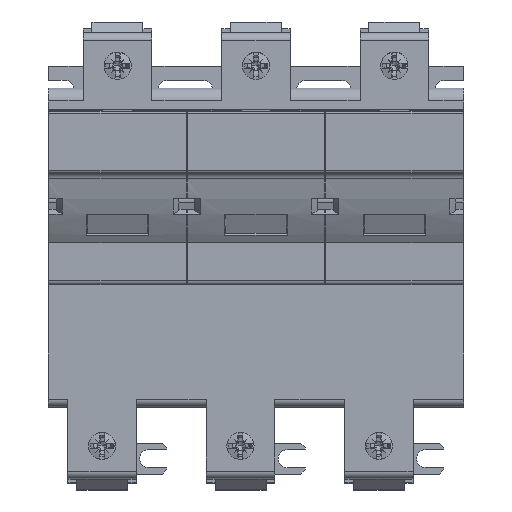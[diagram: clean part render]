
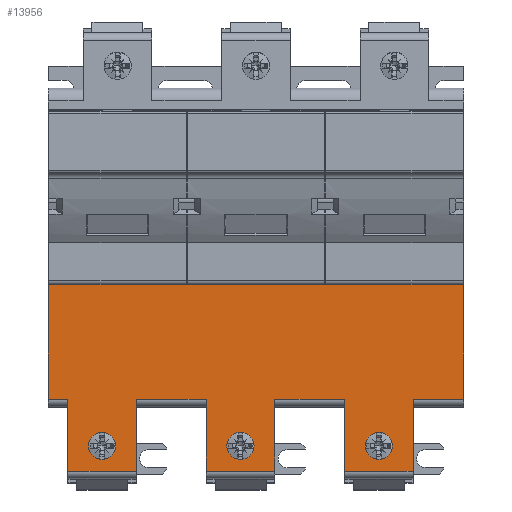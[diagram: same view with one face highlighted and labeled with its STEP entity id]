
A CAD part, top view. The second image highlights one B-rep face of the part: STEP entity #13956.
In plain terms, the highlighted planar face has unit normal (0, 0, 1).
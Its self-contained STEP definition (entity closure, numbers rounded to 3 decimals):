
#128=DIRECTION('',(0.,-1.,0.));
#129=VECTOR('',#128,29.5);
#130=CARTESIAN_POINT('',(0.,-40.2,43.5));
#131=LINE('',#130,#129);
#146=DIRECTION('',(1.,0.,0.));
#147=VECTOR('',#146,5.);
#148=CARTESIAN_POINT('',(0.,-69.7,43.5));
#149=LINE('',#148,#147);
#168=DIRECTION('',(1.,0.,0.));
#169=VECTOR('',#168,106.8);
#170=CARTESIAN_POINT('',(0.,-40.2,43.5));
#171=LINE('',#170,#169);
#172=DIRECTION('',(0.,-1.,0.));
#173=VECTOR('',#172,29.5);
#174=CARTESIAN_POINT('',(106.8,-40.2,43.5));
#175=LINE('',#174,#173);
#176=DIRECTION('',(0.,-1.,0.));
#177=VECTOR('',#176,18.5);
#178=CARTESIAN_POINT('',(93.8,-69.7,43.5));
#179=LINE('',#178,#177);
#180=DIRECTION('',(0.,1.,0.));
#181=VECTOR('',#180,18.5);
#182=CARTESIAN_POINT('',(76.2,-88.2,43.5));
#183=LINE('',#182,#181);
#184=DIRECTION('',(0.,-1.,0.));
#185=VECTOR('',#184,18.5);
#186=CARTESIAN_POINT('',(58.2,-69.7,43.5));
#187=LINE('',#186,#185);
#188=DIRECTION('',(0.,1.,0.));
#189=VECTOR('',#188,18.5);
#190=CARTESIAN_POINT('',(40.6,-88.2,43.5));
#191=LINE('',#190,#189);
#192=DIRECTION('',(0.,-1.,0.));
#193=VECTOR('',#192,18.5);
#194=CARTESIAN_POINT('',(22.6,-69.7,43.5));
#195=LINE('',#194,#193);
#196=DIRECTION('',(0.,1.,0.));
#197=VECTOR('',#196,18.5);
#198=CARTESIAN_POINT('',(5.,-88.2,43.5));
#199=LINE('',#198,#197);
#200=CARTESIAN_POINT('',(85.,-81.7,43.5));
#201=DIRECTION('',(0.,0.,1.));
#202=DIRECTION('',(0.,1.,0.));
#203=AXIS2_PLACEMENT_3D('',#200,#201,#202);
#205=CARTESIAN_POINT('',(85.,-81.7,43.5));
#206=DIRECTION('',(0.,0.,1.));
#207=DIRECTION('',(0.,-1.,0.));
#208=AXIS2_PLACEMENT_3D('',#205,#206,#207);
#210=CARTESIAN_POINT('',(49.4,-81.7,43.5));
#211=DIRECTION('',(0.,0.,1.));
#212=DIRECTION('',(0.,1.,0.));
#213=AXIS2_PLACEMENT_3D('',#210,#211,#212);
#215=CARTESIAN_POINT('',(49.4,-81.7,43.5));
#216=DIRECTION('',(0.,0.,1.));
#217=DIRECTION('',(0.,-1.,0.));
#218=AXIS2_PLACEMENT_3D('',#215,#216,#217);
#220=CARTESIAN_POINT('',(13.8,-81.7,43.5));
#221=DIRECTION('',(0.,0.,1.));
#222=DIRECTION('',(0.,1.,0.));
#223=AXIS2_PLACEMENT_3D('',#220,#221,#222);
#225=CARTESIAN_POINT('',(13.8,-81.7,43.5));
#226=DIRECTION('',(0.,0.,1.));
#227=DIRECTION('',(0.,-1.,0.));
#228=AXIS2_PLACEMENT_3D('',#225,#226,#227);
#2610=DIRECTION('',(1.,0.,0.));
#2611=VECTOR('',#2610,17.6);
#2612=CARTESIAN_POINT('',(40.6,-88.2,43.5));
#2613=LINE('',#2612,#2611);
#2640=DIRECTION('',(1.,0.,0.));
#2641=VECTOR('',#2640,18.);
#2642=CARTESIAN_POINT('',(22.6,-69.7,43.5));
#2643=LINE('',#2642,#2641);
#2819=DIRECTION('',(1.,0.,0.));
#2820=VECTOR('',#2819,17.6);
#2821=CARTESIAN_POINT('',(5.,-88.2,43.5));
#2822=LINE('',#2821,#2820);
#3023=DIRECTION('',(1.,0.,0.));
#3024=VECTOR('',#3023,18.);
#3025=CARTESIAN_POINT('',(58.2,-69.7,43.5));
#3026=LINE('',#3025,#3024);
#3061=DIRECTION('',(1.,0.,0.));
#3062=VECTOR('',#3061,17.6);
#3063=CARTESIAN_POINT('',(76.2,-88.2,43.5));
#3064=LINE('',#3063,#3062);
#3267=DIRECTION('',(1.,0.,0.));
#3268=VECTOR('',#3267,13.);
#3269=CARTESIAN_POINT('',(93.8,-69.7,43.5));
#3270=LINE('',#3269,#3268);
#10920=CARTESIAN_POINT('',(0.,-69.7,43.5));
#10922=VERTEX_POINT('',#10920);
#11000=CARTESIAN_POINT('',(0.,-40.2,43.5));
#11001=VERTEX_POINT('',#11000);
#11008=CARTESIAN_POINT('',(5.,-69.7,43.5));
#11009=VERTEX_POINT('',#11008);
#11012=CARTESIAN_POINT('',(5.,-88.2,43.5));
#11013=VERTEX_POINT('',#11012);
#11022=CARTESIAN_POINT('',(106.8,-40.2,43.5));
#11023=VERTEX_POINT('',#11022);
#11024=CARTESIAN_POINT('',(106.8,-69.7,43.5));
#11025=VERTEX_POINT('',#11024);
#11026=CARTESIAN_POINT('',(93.8,-69.7,43.5));
#11027=VERTEX_POINT('',#11026);
#11028=CARTESIAN_POINT('',(93.8,-88.2,43.5));
#11029=VERTEX_POINT('',#11028);
#11030=CARTESIAN_POINT('',(76.2,-88.2,43.5));
#11031=VERTEX_POINT('',#11030);
#11032=CARTESIAN_POINT('',(76.2,-69.7,43.5));
#11033=VERTEX_POINT('',#11032);
#11034=CARTESIAN_POINT('',(58.2,-69.7,43.5));
#11035=VERTEX_POINT('',#11034);
#11036=CARTESIAN_POINT('',(58.2,-88.2,43.5));
#11037=VERTEX_POINT('',#11036);
#11038=CARTESIAN_POINT('',(40.6,-88.2,43.5));
#11039=VERTEX_POINT('',#11038);
#11040=CARTESIAN_POINT('',(40.6,-69.7,43.5));
#11041=VERTEX_POINT('',#11040);
#11042=CARTESIAN_POINT('',(22.6,-69.7,43.5));
#11043=VERTEX_POINT('',#11042);
#11044=CARTESIAN_POINT('',(22.6,-88.2,43.5));
#11045=VERTEX_POINT('',#11044);
#11046=CARTESIAN_POINT('',(85.,-78.2,43.5));
#11047=CARTESIAN_POINT('',(85.,-85.2,43.5));
#11048=VERTEX_POINT('',#11046);
#11049=VERTEX_POINT('',#11047);
#11050=CARTESIAN_POINT('',(49.4,-78.2,43.5));
#11051=CARTESIAN_POINT('',(49.4,-85.2,43.5));
#11052=VERTEX_POINT('',#11050);
#11053=VERTEX_POINT('',#11051);
#11054=CARTESIAN_POINT('',(13.8,-78.2,43.5));
#11055=CARTESIAN_POINT('',(13.8,-85.2,43.5));
#11056=VERTEX_POINT('',#11054);
#11057=VERTEX_POINT('',#11055);
#13902=CARTESIAN_POINT('',(35.6,-40.2,43.5));
#13903=DIRECTION('',(0.,0.,1.));
#13904=DIRECTION('',(0.,-1.,0.));
#13905=AXIS2_PLACEMENT_3D('',#13902,#13903,#13904);
#13906=PLANE('',#13905);
#13908=ORIENTED_EDGE('',*,*,#13907,.T.);
#13910=ORIENTED_EDGE('',*,*,#13909,.T.);
#13912=ORIENTED_EDGE('',*,*,#13911,.F.);
#13914=ORIENTED_EDGE('',*,*,#13913,.T.);
#13916=ORIENTED_EDGE('',*,*,#13915,.F.);
#13918=ORIENTED_EDGE('',*,*,#13917,.T.);
#13920=ORIENTED_EDGE('',*,*,#13919,.F.);
#13922=ORIENTED_EDGE('',*,*,#13921,.T.);
#13924=ORIENTED_EDGE('',*,*,#13923,.F.);
#13926=ORIENTED_EDGE('',*,*,#13925,.T.);
#13928=ORIENTED_EDGE('',*,*,#13927,.F.);
#13930=ORIENTED_EDGE('',*,*,#13929,.T.);
#13932=ORIENTED_EDGE('',*,*,#13931,.F.);
#13933=ORIENTED_EDGE('',*,*,#13887,.T.);
#13934=ORIENTED_EDGE('',*,*,#13859,.F.);
#13935=ORIENTED_EDGE('',*,*,#13840,.F.);
#13936=EDGE_LOOP('',(#13908,#13910,#13912,#13914,#13916,#13918,#13920,#13922,
#13924,#13926,#13928,#13930,#13932,#13933,#13934,#13935));
#13937=FACE_OUTER_BOUND('',#13936,.F.);
#13939=ORIENTED_EDGE('',*,*,#13938,.T.);
#13941=ORIENTED_EDGE('',*,*,#13940,.T.);
#13942=EDGE_LOOP('',(#13939,#13941));
#13943=FACE_BOUND('',#13942,.F.);
#13945=ORIENTED_EDGE('',*,*,#13944,.T.);
#13947=ORIENTED_EDGE('',*,*,#13946,.T.);
#13948=EDGE_LOOP('',(#13945,#13947));
#13949=FACE_BOUND('',#13948,.F.);
#13951=ORIENTED_EDGE('',*,*,#13950,.T.);
#13953=ORIENTED_EDGE('',*,*,#13952,.T.);
#13954=EDGE_LOOP('',(#13951,#13953));
#13955=FACE_BOUND('',#13954,.F.);
#13956=ADVANCED_FACE('',(#13937,#13943,#13949,#13955),#13906,.T.);
#204=CIRCLE('',#203,3.5);
#209=CIRCLE('',#208,3.5);
#214=CIRCLE('',#213,3.5);
#219=CIRCLE('',#218,3.5);
#224=CIRCLE('',#223,3.5);
#229=CIRCLE('',#228,3.5);
#13840=EDGE_CURVE('',#11001,#10922,#131,.T.);
#13859=EDGE_CURVE('',#10922,#11009,#149,.T.);
#13887=EDGE_CURVE('',#11013,#11009,#199,.T.);
#13907=EDGE_CURVE('',#11001,#11023,#171,.T.);
#13909=EDGE_CURVE('',#11023,#11025,#175,.T.);
#13911=EDGE_CURVE('',#11027,#11025,#3270,.T.);
#13913=EDGE_CURVE('',#11027,#11029,#179,.T.);
#13915=EDGE_CURVE('',#11031,#11029,#3064,.T.);
#13917=EDGE_CURVE('',#11031,#11033,#183,.T.);
#13919=EDGE_CURVE('',#11035,#11033,#3026,.T.);
#13921=EDGE_CURVE('',#11035,#11037,#187,.T.);
#13923=EDGE_CURVE('',#11039,#11037,#2613,.T.);
#13925=EDGE_CURVE('',#11039,#11041,#191,.T.);
#13927=EDGE_CURVE('',#11043,#11041,#2643,.T.);
#13929=EDGE_CURVE('',#11043,#11045,#195,.T.);
#13931=EDGE_CURVE('',#11013,#11045,#2822,.T.);
#13938=EDGE_CURVE('',#11048,#11049,#204,.T.);
#13940=EDGE_CURVE('',#11049,#11048,#209,.T.);
#13944=EDGE_CURVE('',#11052,#11053,#214,.T.);
#13946=EDGE_CURVE('',#11053,#11052,#219,.T.);
#13950=EDGE_CURVE('',#11056,#11057,#224,.T.);
#13952=EDGE_CURVE('',#11057,#11056,#229,.T.);
